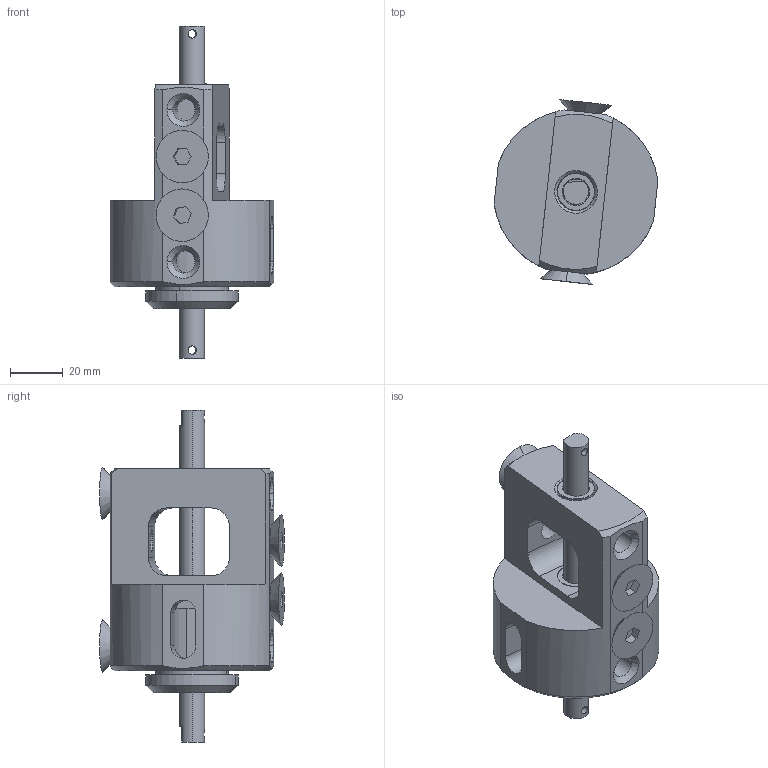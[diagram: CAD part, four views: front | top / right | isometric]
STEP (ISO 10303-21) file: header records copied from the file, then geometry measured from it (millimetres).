
FILE_DESCRIPTION (( 'STEP AP214' ), '1' );
FILE_NAME ('Weta 2 drum CAD.STEP', '2016-09-11T17:06:27', ( 'Peter Smith' ), ( '' ), 'SwSTEP 2.0', 'SolidWorks 2005187', '' );
FILE_SCHEMA (( 'AUTOMOTIVE_DESIGN' ));
Length unit declared in the file: millimetre
Products named in the file (8): weta2 Ti axle; Weta 2 drum assembly; 35-36 Rotor; Weta 2 drum CAD; 35-36 Stator; 5905K220_STL NEEDLE-ROLLER BRNG; M10 x 16 flt hd sharpened  91294A326; weta hybrid drum
Assembly tree (11 placements, depth 3):
  Weta 2 drum CAD
    35-36 Rotor
    Weta 2 drum assembly
      35-36 Stator
      M10 x 16 flt hd sharpened  91294A326  x4
      5905K220_STL NEEDLE-ROLLER BRNG  x2
      weta hybrid drum
    weta2 Ti axle
Bounding box: 62.35 x 70.27 x 126.3 mm (x, y, z)
Volume: 144556.2 mm3; surface area: 50598 mm2
Topology: 46 solids, 46 shells, 514 faces, 1198 edges, 788 vertices
Faces by surface type: cylinder 294, plane 156, cone 48, bspline 16
Entity records: 10638 total; most frequent: CARTESIAN_POINT 3832, DIRECTION 1389, ORIENTED_EDGE 1274, EDGE_CURVE 637, AXIS2_PLACEMENT_3D 568, VERTEX_POINT 416, EDGE_LOOP 333, CIRCLE 283
